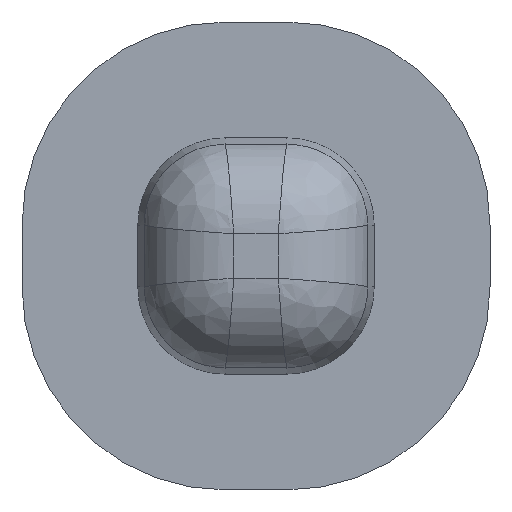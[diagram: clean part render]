
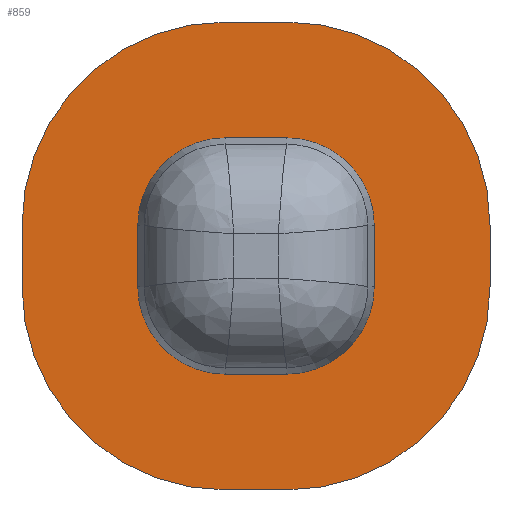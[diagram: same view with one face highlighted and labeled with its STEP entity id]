
A CAD part, left-side view. The second image highlights one B-rep face of the part: STEP entity #859.
In plain terms, the highlighted planar face has unit normal (-1, 0, 0).
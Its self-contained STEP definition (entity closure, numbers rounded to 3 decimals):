
#36=FACE_BOUND('',#153,.T.);
#49=PLANE('',#942);
#98=FACE_OUTER_BOUND('',#152,.T.);
#152=EDGE_LOOP('',(#708,#709,#710,#711,#712,#713,#714,#715));
#153=EDGE_LOOP('',(#716,#717,#718,#719,#720,#721,#722,#723));
#183=LINE('',#1278,#255);
#186=LINE('',#1286,#258);
#202=LINE('',#1801,#274);
#205=LINE('',#1809,#277);
#208=LINE('',#1818,#280);
#210=LINE('',#1824,#282);
#216=LINE('',#1846,#288);
#218=LINE('',#1852,#290);
#255=VECTOR('',#1035,10.);
#258=VECTOR('',#1044,10.);
#274=VECTOR('',#1084,10.);
#277=VECTOR('',#1093,10.);
#280=VECTOR('',#1104,10.);
#282=VECTOR('',#1112,10.);
#288=VECTOR('',#1130,10.);
#290=VECTOR('',#1138,10.);
#332=CIRCLE('',#904,4.383);
#333=CIRCLE('',#907,4.383);
#338=CIRCLE('',#919,1.883);
#339=CIRCLE('',#922,1.883);
#340=CIRCLE('',#926,1.883);
#341=CIRCLE('',#929,1.883);
#346=CIRCLE('',#938,4.383);
#347=CIRCLE('',#941,4.383);
#372=VERTEX_POINT('',#1270);
#373=VERTEX_POINT('',#1272);
#374=VERTEX_POINT('',#1276);
#375=VERTEX_POINT('',#1280);
#376=VERTEX_POINT('',#1284);
#397=VERTEX_POINT('',#1793);
#398=VERTEX_POINT('',#1795);
#399=VERTEX_POINT('',#1799);
#400=VERTEX_POINT('',#1803);
#401=VERTEX_POINT('',#1807);
#402=VERTEX_POINT('',#1812);
#403=VERTEX_POINT('',#1816);
#404=VERTEX_POINT('',#1820);
#413=VERTEX_POINT('',#1843);
#414=VERTEX_POINT('',#1845);
#415=VERTEX_POINT('',#1851);
#457=EDGE_CURVE('',#373,#372,#332,.T.);
#460=EDGE_CURVE('',#372,#374,#183,.T.);
#462=EDGE_CURVE('',#374,#375,#333,.T.);
#464=EDGE_CURVE('',#375,#376,#186,.T.);
#494=EDGE_CURVE('',#398,#397,#338,.T.);
#497=EDGE_CURVE('',#397,#399,#202,.T.);
#499=EDGE_CURVE('',#399,#400,#339,.T.);
#501=EDGE_CURVE('',#400,#401,#205,.T.);
#503=EDGE_CURVE('',#401,#402,#340,.T.);
#505=EDGE_CURVE('',#402,#403,#208,.T.);
#507=EDGE_CURVE('',#403,#404,#341,.T.);
#508=EDGE_CURVE('',#404,#398,#210,.T.);
#518=EDGE_CURVE('',#414,#413,#216,.T.);
#520=EDGE_CURVE('',#376,#414,#346,.T.);
#521=EDGE_CURVE('',#415,#373,#218,.T.);
#523=EDGE_CURVE('',#413,#415,#347,.T.);
#708=ORIENTED_EDGE('',*,*,#523,.T.);
#709=ORIENTED_EDGE('',*,*,#521,.T.);
#710=ORIENTED_EDGE('',*,*,#457,.T.);
#711=ORIENTED_EDGE('',*,*,#460,.T.);
#712=ORIENTED_EDGE('',*,*,#462,.T.);
#713=ORIENTED_EDGE('',*,*,#464,.T.);
#714=ORIENTED_EDGE('',*,*,#520,.T.);
#715=ORIENTED_EDGE('',*,*,#518,.T.);
#716=ORIENTED_EDGE('',*,*,#497,.T.);
#717=ORIENTED_EDGE('',*,*,#499,.T.);
#718=ORIENTED_EDGE('',*,*,#501,.T.);
#719=ORIENTED_EDGE('',*,*,#503,.T.);
#720=ORIENTED_EDGE('',*,*,#505,.T.);
#721=ORIENTED_EDGE('',*,*,#507,.T.);
#722=ORIENTED_EDGE('',*,*,#508,.T.);
#723=ORIENTED_EDGE('',*,*,#494,.T.);
#859=ADVANCED_FACE('',(#98,#36),#49,.T.);
#904=AXIS2_PLACEMENT_3D('',#1273,#1029,#1030);
#907=AXIS2_PLACEMENT_3D('',#1282,#1039,#1040);
#919=AXIS2_PLACEMENT_3D('',#1796,#1078,#1079);
#922=AXIS2_PLACEMENT_3D('',#1805,#1088,#1089);
#926=AXIS2_PLACEMENT_3D('',#1814,#1099,#1100);
#929=AXIS2_PLACEMENT_3D('',#1822,#1108,#1109);
#938=AXIS2_PLACEMENT_3D('',#1849,#1134,#1135);
#941=AXIS2_PLACEMENT_3D('',#1855,#1142,#1143);
#942=AXIS2_PLACEMENT_3D('',#1856,#1144,#1145);
#1029=DIRECTION('center_axis',(-1.,0.,0.));
#1030=DIRECTION('ref_axis',(0.,-1.,0.));
#1035=DIRECTION('',(0.,1.,0.));
#1039=DIRECTION('center_axis',(-1.,0.,0.));
#1040=DIRECTION('ref_axis',(0.,0.,1.));
#1044=DIRECTION('',(0.,0.,-1.));
#1078=DIRECTION('center_axis',(1.,0.,0.));
#1079=DIRECTION('ref_axis',(0.,0.,-1.));
#1084=DIRECTION('',(0.,1.,0.));
#1088=DIRECTION('center_axis',(1.,0.,0.));
#1089=DIRECTION('ref_axis',(0.,1.,0.));
#1093=DIRECTION('',(0.,0.,1.));
#1099=DIRECTION('center_axis',(1.,0.,0.));
#1100=DIRECTION('ref_axis',(0.,0.,1.));
#1104=DIRECTION('',(0.,-1.,0.));
#1108=DIRECTION('center_axis',(1.,0.,0.));
#1109=DIRECTION('ref_axis',(0.,-1.,0.));
#1112=DIRECTION('',(0.,0.,-1.));
#1130=DIRECTION('',(0.,-1.,0.));
#1134=DIRECTION('center_axis',(-1.,0.,0.));
#1135=DIRECTION('ref_axis',(0.,1.,0.));
#1138=DIRECTION('',(0.,0.,1.));
#1142=DIRECTION('center_axis',(-1.,0.,0.));
#1143=DIRECTION('ref_axis',(0.,0.,-1.));
#1144=DIRECTION('center_axis',(-1.,0.,0.));
#1145=DIRECTION('ref_axis',(0.,-1.,0.));
#1270=CARTESIAN_POINT('',(74.36,-85.504,2.413));
#1272=CARTESIAN_POINT('',(74.36,-89.887,-1.97));
#1273=CARTESIAN_POINT('Origin',(74.36,-85.504,-1.97));
#1276=CARTESIAN_POINT('',(74.36,-84.167,2.413));
#1278=CARTESIAN_POINT('',(74.36,-85.504,2.413));
#1280=CARTESIAN_POINT('',(74.36,-79.784,-1.97));
#1282=CARTESIAN_POINT('Origin',(74.36,-84.167,-1.97));
#1284=CARTESIAN_POINT('',(74.36,-79.784,-3.304));
#1286=CARTESIAN_POINT('',(74.36,-79.784,-3.304));
#1793=CARTESIAN_POINT('',(74.36,-85.504,-5.187));
#1795=CARTESIAN_POINT('',(74.36,-87.387,-3.304));
#1796=CARTESIAN_POINT('Origin',(74.36,-85.504,-3.304));
#1799=CARTESIAN_POINT('',(74.36,-84.167,-5.187));
#1801=CARTESIAN_POINT('',(74.36,-85.17,-5.187));
#1803=CARTESIAN_POINT('',(74.36,-82.284,-3.304));
#1805=CARTESIAN_POINT('Origin',(74.36,-84.167,-3.304));
#1807=CARTESIAN_POINT('',(74.36,-82.284,-1.97));
#1809=CARTESIAN_POINT('',(74.36,-82.284,-2.97));
#1812=CARTESIAN_POINT('',(74.36,-84.167,-0.087));
#1814=CARTESIAN_POINT('Origin',(74.36,-84.167,-1.97));
#1816=CARTESIAN_POINT('',(74.36,-85.504,-0.087));
#1818=CARTESIAN_POINT('',(74.36,-84.501,-0.087));
#1820=CARTESIAN_POINT('',(74.36,-87.387,-1.97));
#1822=CARTESIAN_POINT('Origin',(74.36,-85.504,-1.97));
#1824=CARTESIAN_POINT('',(74.36,-87.387,-2.303));
#1843=CARTESIAN_POINT('',(74.36,-85.504,-7.687));
#1845=CARTESIAN_POINT('',(74.36,-84.167,-7.687));
#1846=CARTESIAN_POINT('',(74.36,-85.504,-7.687));
#1849=CARTESIAN_POINT('Origin',(74.36,-84.167,-3.304));
#1851=CARTESIAN_POINT('',(74.36,-89.887,-3.304));
#1852=CARTESIAN_POINT('',(74.36,-89.887,-3.304));
#1855=CARTESIAN_POINT('Origin',(74.36,-85.504,-3.304));
#1856=CARTESIAN_POINT('Origin',(74.36,-84.836,-2.637));
